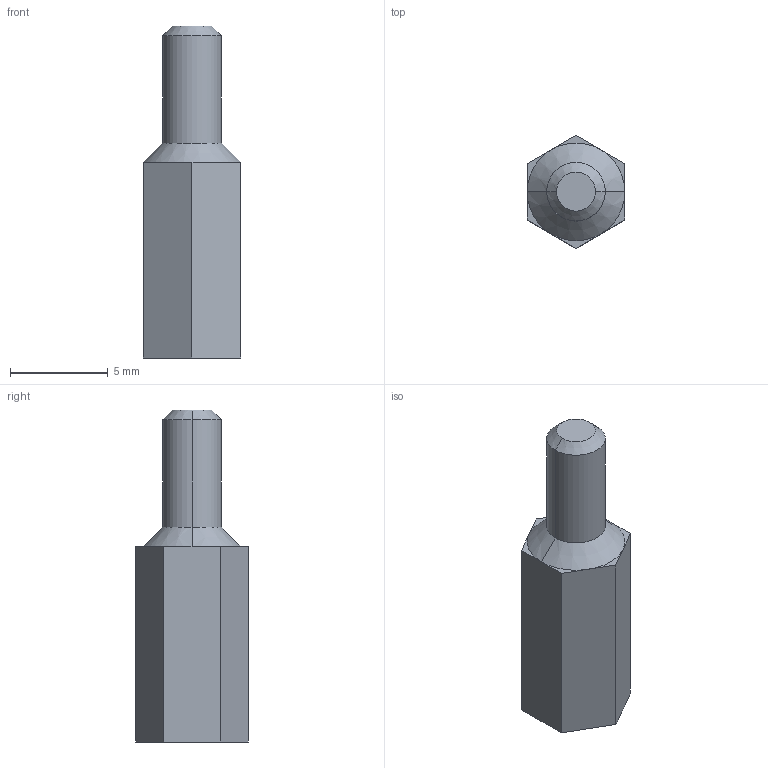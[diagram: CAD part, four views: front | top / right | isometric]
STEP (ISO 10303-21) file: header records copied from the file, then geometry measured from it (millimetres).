
FILE_DESCRIPTION (( 'STEP AP203' ), '1' );
FILE_NAME ('20-019458.step', '2022-03-22T13:45:51', ( '' ), ( '' ), 'SwSTEP 2.0', 'SolidWorks 2021', '' );
FILE_SCHEMA (( 'CONFIG_CONTROL_DESIGN' ));
Length unit declared in the file: millimetre
Products named in the file (1): 20-019458
Bounding box: 5 x 5.77 x 17 mm (x, y, z)
Volume: 208.5 mm3; surface area: 356.5 mm2
Topology: 1 solids, 1 shells, 24 faces, 52 edges, 29 vertices
Faces by surface type: plane 14, cone 6, cylinder 4
Entity records: 703 total; most frequent: DIRECTION 116, CARTESIAN_POINT 104, ORIENTED_EDGE 100, EDGE_CURVE 50, AXIS2_PLACEMENT_3D 41, LINE 34, VECTOR 34, VERTEX_POINT 29
